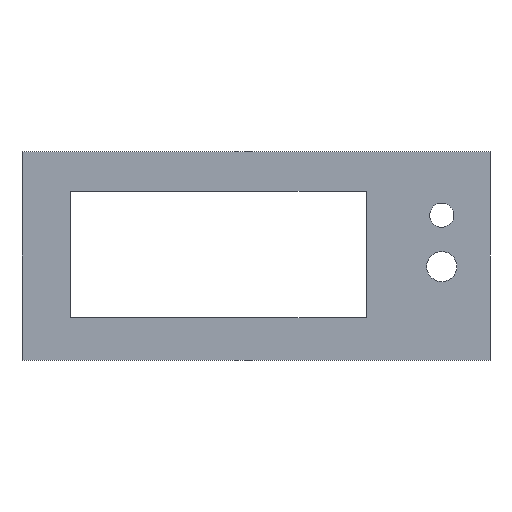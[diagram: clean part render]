
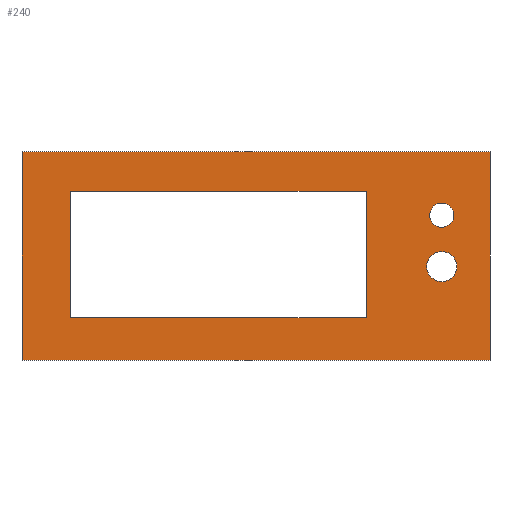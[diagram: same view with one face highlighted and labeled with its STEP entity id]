
A CAD part, front view. The second image highlights one B-rep face of the part: STEP entity #240.
In plain terms, the highlighted planar face has unit normal (0, -1, 0).
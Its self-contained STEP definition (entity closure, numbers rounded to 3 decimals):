
#18=FACE_BOUND('',#58,.T.);
#19=FACE_BOUND('',#59,.T.);
#20=FACE_BOUND('',#60,.T.);
#30=PLANE('',#270);
#42=FACE_OUTER_BOUND('',#57,.T.);
#57=EDGE_LOOP('',(#217,#218,#219,#220));
#58=EDGE_LOOP('',(#221));
#59=EDGE_LOOP('',(#222,#223,#224,#225));
#60=EDGE_LOOP('',(#226));
#62=LINE('',#341,#88);
#66=LINE('',#349,#92);
#69=LINE('',#355,#95);
#72=LINE('',#360,#98);
#77=LINE('',#375,#103);
#80=LINE('',#381,#106);
#83=LINE('',#387,#109);
#86=LINE('',#391,#112);
#88=VECTOR('',#282,10.);
#92=VECTOR('',#288,10.);
#95=VECTOR('',#293,10.);
#98=VECTOR('',#298,10.);
#103=VECTOR('',#311,10.);
#106=VECTOR('',#316,10.);
#109=VECTOR('',#321,10.);
#112=VECTOR('',#326,10.);
#113=CIRCLE('',#256,5.);
#115=CIRCLE('',#263,4.);
#117=VERTEX_POINT('',#333);
#119=VERTEX_POINT('',#339);
#120=VERTEX_POINT('',#340);
#123=VERTEX_POINT('',#348);
#125=VERTEX_POINT('',#354);
#127=VERTEX_POINT('',#363);
#131=VERTEX_POINT('',#372);
#132=VERTEX_POINT('',#374);
#134=VERTEX_POINT('',#380);
#136=VERTEX_POINT('',#386);
#137=EDGE_CURVE('',#117,#117,#113,.T.);
#140=EDGE_CURVE('',#119,#120,#62,.T.);
#144=EDGE_CURVE('',#120,#123,#66,.T.);
#147=EDGE_CURVE('',#123,#125,#69,.T.);
#150=EDGE_CURVE('',#125,#119,#72,.T.);
#152=EDGE_CURVE('',#127,#127,#115,.T.);
#157=EDGE_CURVE('',#132,#131,#77,.T.);
#160=EDGE_CURVE('',#134,#132,#80,.T.);
#163=EDGE_CURVE('',#136,#134,#83,.T.);
#166=EDGE_CURVE('',#131,#136,#86,.T.);
#217=ORIENTED_EDGE('',*,*,#166,.T.);
#218=ORIENTED_EDGE('',*,*,#163,.T.);
#219=ORIENTED_EDGE('',*,*,#160,.T.);
#220=ORIENTED_EDGE('',*,*,#157,.T.);
#221=ORIENTED_EDGE('',*,*,#137,.T.);
#222=ORIENTED_EDGE('',*,*,#147,.T.);
#223=ORIENTED_EDGE('',*,*,#150,.T.);
#224=ORIENTED_EDGE('',*,*,#140,.T.);
#225=ORIENTED_EDGE('',*,*,#144,.T.);
#226=ORIENTED_EDGE('',*,*,#152,.T.);
#240=ADVANCED_FACE('',(#42,#18,#19,#20),#30,.T.);
#256=AXIS2_PLACEMENT_3D('',#334,#275,#276);
#263=AXIS2_PLACEMENT_3D('',#364,#302,#303);
#270=AXIS2_PLACEMENT_3D('',#393,#329,#330);
#275=DIRECTION('center_axis',(0.,1.,0.));
#276=DIRECTION('ref_axis',(1.,0.,0.));
#282=DIRECTION('',(0.,0.,-1.));
#288=DIRECTION('',(-1.,0.,0.));
#293=DIRECTION('',(0.,0.,1.));
#298=DIRECTION('',(1.,0.,0.));
#302=DIRECTION('center_axis',(0.,1.,0.));
#303=DIRECTION('ref_axis',(1.,0.,0.));
#311=DIRECTION('',(0.,0.,1.));
#316=DIRECTION('',(1.,0.,0.));
#321=DIRECTION('',(0.,0.,-1.));
#326=DIRECTION('',(-1.,0.,0.));
#329=DIRECTION('center_axis',(0.,-1.,0.));
#330=DIRECTION('ref_axis',(0.,0.,-1.));
#333=CARTESIAN_POINT('',(119.,39.,18.));
#334=CARTESIAN_POINT('Origin',(124.,39.,18.));
#339=CARTESIAN_POINT('',(99.,39.,43.));
#340=CARTESIAN_POINT('',(99.,39.,1.));
#341=CARTESIAN_POINT('',(99.,39.,11.25));
#348=CARTESIAN_POINT('',(1.,39.,1.));
#349=CARTESIAN_POINT('',(31.75,39.,1.));
#354=CARTESIAN_POINT('',(1.,39.,43.));
#355=CARTESIAN_POINT('',(1.,39.,32.25));
#360=CARTESIAN_POINT('',(80.75,39.,43.));
#363=CARTESIAN_POINT('',(120.,39.,35.));
#364=CARTESIAN_POINT('Origin',(124.,39.,35.));
#372=CARTESIAN_POINT('',(140.,39.,56.));
#374=CARTESIAN_POINT('',(140.,39.,-13.));
#375=CARTESIAN_POINT('',(140.,39.,-13.));
#380=CARTESIAN_POINT('',(-15.,39.,-13.));
#381=CARTESIAN_POINT('',(-15.,39.,-13.));
#386=CARTESIAN_POINT('',(-15.,39.,56.));
#387=CARTESIAN_POINT('',(-15.,39.,56.));
#391=CARTESIAN_POINT('',(140.,39.,56.));
#393=CARTESIAN_POINT('Origin',(62.5,39.,21.5));
